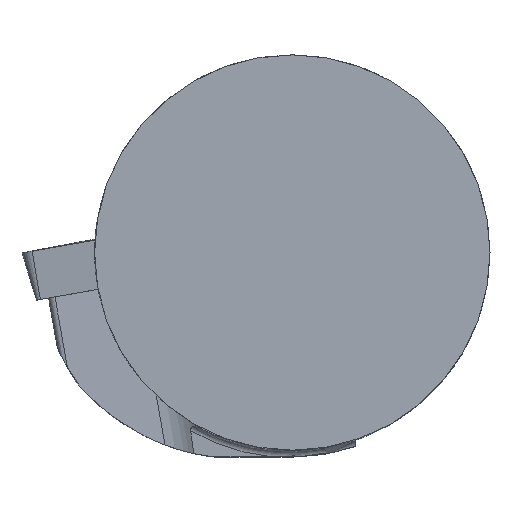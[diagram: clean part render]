
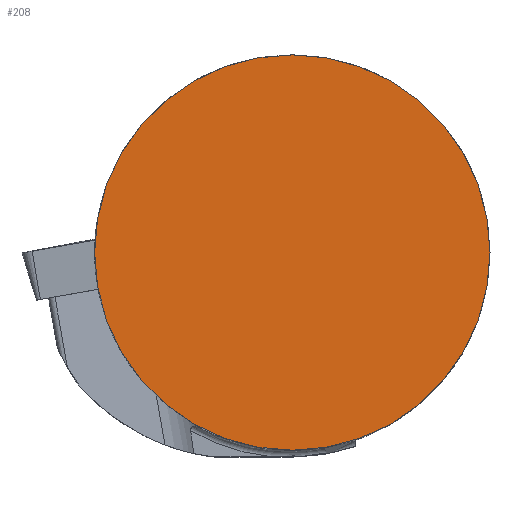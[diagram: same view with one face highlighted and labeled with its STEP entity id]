
A CAD part, top view. The second image highlights one B-rep face of the part: STEP entity #208.
In plain terms, the highlighted planar face has unit normal (0, 0, 1).
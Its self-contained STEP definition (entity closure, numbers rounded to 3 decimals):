
#129=PLANE('',#1071);
#163=FACE_OUTER_BOUND('',#309,.T.);
#208=ADVANCED_FACE('',(#163),#129,.T.);
#309=EDGE_LOOP('',(#578));
#343=CIRCLE('',#1010,16.);
#578=ORIENTED_EDGE('',*,*,#737,.F.);
#653=VERTEX_POINT('',#1482);
#737=EDGE_CURVE('',#653,#653,#343,.T.);
#1010=AXIS2_PLACEMENT_3D('',#1481,#1130,#1131);
#1071=AXIS2_PLACEMENT_3D('',#1827,#1283,#1284);
#1130=DIRECTION('',(0.,0.,-1.));
#1131=DIRECTION('',(1.,0.,0.));
#1283=DIRECTION('',(0.,0.,1.));
#1284=DIRECTION('',(1.,0.,0.));
#1481=CARTESIAN_POINT('',(0.,0.,0.));
#1482=CARTESIAN_POINT('',(16.,0.,0.));
#1827=CARTESIAN_POINT('',(0.,0.,0.));
